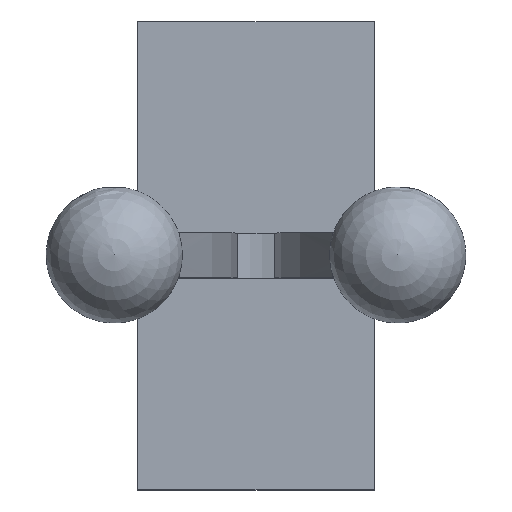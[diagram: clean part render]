
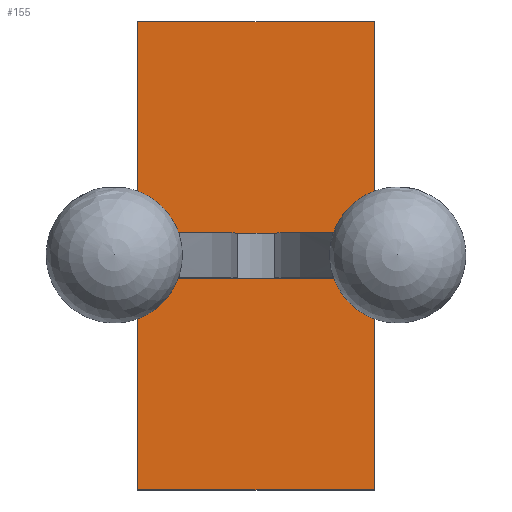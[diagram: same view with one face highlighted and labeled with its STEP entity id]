
A CAD part, top view. The second image highlights one B-rep face of the part: STEP entity #155.
In plain terms, the highlighted planar face has unit normal (0, 0, 1).
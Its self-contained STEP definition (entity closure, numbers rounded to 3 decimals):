
#155 = ADVANCED_FACE( '', ( #285, #286 ), #287, .T. );
#285 = FACE_OUTER_BOUND( '', #399, .T. );
#286 = FACE_BOUND( '', #400, .T. );
#287 = PLANE( '', #401 );
#399 = EDGE_LOOP( '', ( #674, #675, #676, #677 ) );
#400 = EDGE_LOOP( '', ( #678, #679, #680, #681 ) );
#401 = AXIS2_PLACEMENT_3D( '', #682, #683, #684 );
#674 = ORIENTED_EDGE( '', *, *, #776, .F. );
#675 = ORIENTED_EDGE( '', *, *, #721, .F. );
#676 = ORIENTED_EDGE( '', *, *, #816, .T. );
#677 = ORIENTED_EDGE( '', *, *, #822, .T. );
#678 = ORIENTED_EDGE( '', *, *, #795, .F. );
#679 = ORIENTED_EDGE( '', *, *, #781, .T. );
#680 = ORIENTED_EDGE( '', *, *, #829, .T. );
#681 = ORIENTED_EDGE( '', *, *, #743, .F. );
#682 = CARTESIAN_POINT( '', ( -5., -9.9, 0. ) );
#683 = DIRECTION( '', ( 0., 0., 1. ) );
#684 = DIRECTION( '', ( 1., 0., 0. ) );
#721 = EDGE_CURVE( '', #840, #836, #842, .T. );
#743 = EDGE_CURVE( '', #877, #879, #880, .T. );
#776 = EDGE_CURVE( '', #836, #934, #935, .T. );
#781 = EDGE_CURVE( '', #942, #940, #943, .T. );
#795 = EDGE_CURVE( '', #942, #877, #964, .T. );
#816 = EDGE_CURVE( '', #840, #986, #988, .T. );
#822 = EDGE_CURVE( '', #986, #934, #995, .T. );
#829 = EDGE_CURVE( '', #940, #879, #1002, .T. );
#836 = VERTEX_POINT( '', #1009 );
#840 = VERTEX_POINT( '', #1015 );
#842 = LINE( '', #1018, #1019 );
#877 = VERTEX_POINT( '', #1065 );
#879 = VERTEX_POINT( '', #1068 );
#880 = LINE( '', #1069, #1070 );
#934 = VERTEX_POINT( '', #1144 );
#935 = LINE( '', #1145, #1146 );
#940 = VERTEX_POINT( '', #1153 );
#942 = VERTEX_POINT( '', #1156 );
#943 = LINE( '', #1157, #1158 );
#964 = LINE( '', #1182, #1183 );
#986 = VERTEX_POINT( '', #1222 );
#988 = LINE( '', #1225, #1226 );
#995 = LINE( '', #1235, #1236 );
#1002 = LINE( '', #1244, #1245 );
#1009 = CARTESIAN_POINT( '', ( -5., 9.9, 0. ) );
#1015 = CARTESIAN_POINT( '', ( -5., -9.9, 0. ) );
#1018 = CARTESIAN_POINT( '', ( -5., -9.9, 0. ) );
#1019 = VECTOR( '', #1253, 1000. );
#1065 = CARTESIAN_POINT( '', ( 0.75, 0.95, 0. ) );
#1068 = CARTESIAN_POINT( '', ( -0.75, 0.95, 0. ) );
#1069 = CARTESIAN_POINT( '', ( 0.75, 0.95, 0. ) );
#1070 = VECTOR( '', #1278, 1000. );
#1144 = CARTESIAN_POINT( '', ( 5., 9.9, 0. ) );
#1145 = CARTESIAN_POINT( '', ( -5., 9.9, 0. ) );
#1146 = VECTOR( '', #1334, 1000. );
#1153 = CARTESIAN_POINT( '', ( -0.75, -0.95, 0. ) );
#1156 = CARTESIAN_POINT( '', ( 0.75, -0.95, 0. ) );
#1157 = CARTESIAN_POINT( '', ( 0.75, -0.95, 0. ) );
#1158 = VECTOR( '', #1338, 1000. );
#1182 = CARTESIAN_POINT( '', ( 0.75, -0.95, 0. ) );
#1183 = VECTOR( '', #1369, 1000. );
#1222 = CARTESIAN_POINT( '', ( 5., -9.9, 0. ) );
#1225 = CARTESIAN_POINT( '', ( -5., -9.9, 0. ) );
#1226 = VECTOR( '', #1381, 1000. );
#1235 = CARTESIAN_POINT( '', ( 5., -9.9, 0. ) );
#1236 = VECTOR( '', #1384, 1000. );
#1244 = CARTESIAN_POINT( '', ( -0.75, -0.95, 0. ) );
#1245 = VECTOR( '', #1389, 1000. );
#1253 = DIRECTION( '', ( 0., 1., 0. ) );
#1278 = DIRECTION( '', ( -1., 0., 0. ) );
#1334 = DIRECTION( '', ( 1., 0., 0. ) );
#1338 = DIRECTION( '', ( -1., 0., 0. ) );
#1369 = DIRECTION( '', ( 0., 1., 0. ) );
#1381 = DIRECTION( '', ( 1., 0., 0. ) );
#1384 = DIRECTION( '', ( 0., 1., 0. ) );
#1389 = DIRECTION( '', ( 0., 1., 0. ) );
